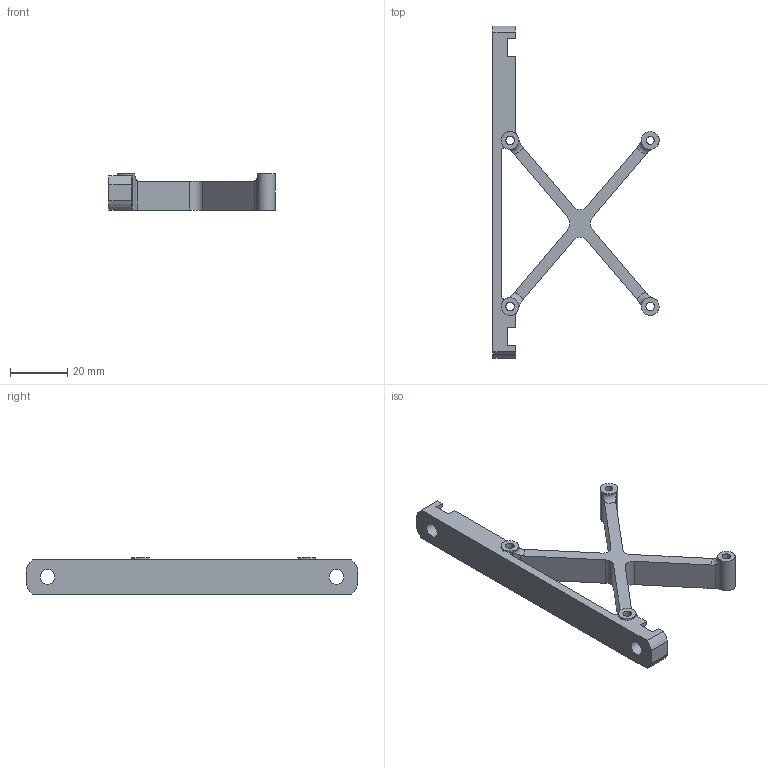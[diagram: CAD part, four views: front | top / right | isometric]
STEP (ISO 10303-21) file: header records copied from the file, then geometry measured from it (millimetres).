
FILE_DESCRIPTION(/* description */ (''),/* implementation_level */ '2;1');
FILE_NAME(/* name */ 'rpi_frame.step',/* time_stamp */ '2018-08-23T23:34:29-07:00',/* author */ (''),/* organization */ (''),/* preprocessor_version */ 'ST-DEVELOPER v17',/* originating_system */ 'Autodesk Translation Framework v7.1.0.215',/* authorisation */ '');
FILE_SCHEMA (('AUTOMOTIVE_DESIGN { 1 0 10303 214 3 1 1 }'));
Length unit declared in the file: millimetre
Products named in the file (1): RPi Frame
Bounding box: 58.1 x 116 x 12.6 mm (x, y, z)
Volume: 13189.4 mm3; surface area: 9142 mm2
Topology: 1 solids, 1 shells, 71 faces, 210 edges, 140 vertices
Faces by surface type: cylinder 34, plane 33, torus 4
Full cylindrical faces by diameter (mm): 2.75 x1, 3 x3, 5.2 x2, 6.2 x4
Entity records: 2541 total; most frequent: CARTESIAN_POINT 534, ORIENTED_EDGE 420, DIRECTION 414, EDGE_CURVE 210, AXIS2_PLACEMENT_3D 148, VERTEX_POINT 140, LINE 118, VECTOR 118
